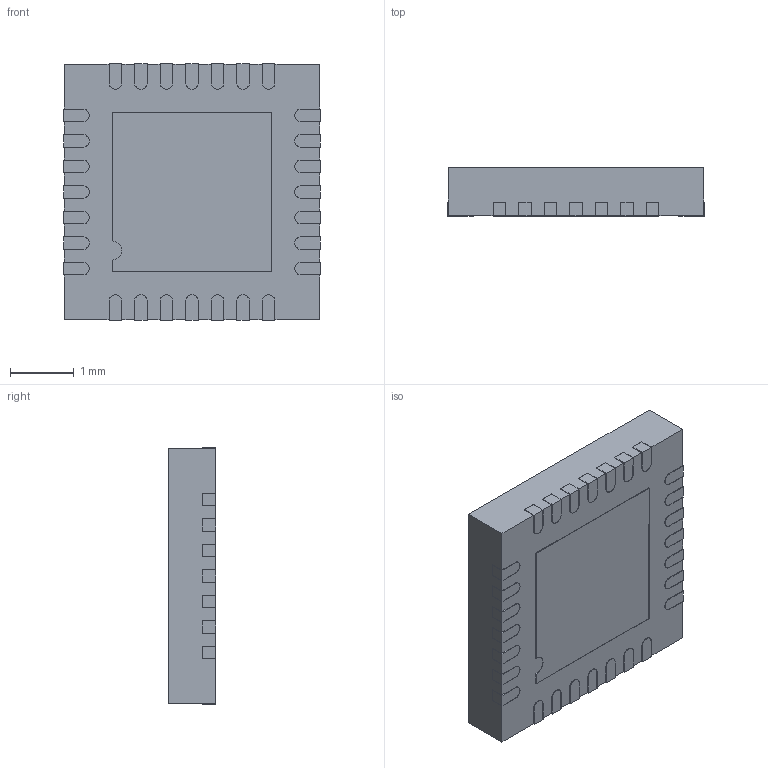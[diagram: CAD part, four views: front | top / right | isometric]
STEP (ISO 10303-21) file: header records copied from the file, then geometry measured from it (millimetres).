
FILE_DESCRIPTION (( 'STEP AP214' ), '1' );
FILE_NAME ('(13156 R01)ASIC MagIC QFN 4X4.STEP', '2017-09-26T19:55:03', ( 'pnicorp' ), ( '' ), 'SwSTEP 2.0', 'SolidWorks 2017', '' );
FILE_SCHEMA (( 'AUTOMOTIVE_DESIGN' ));
Length unit declared in the file: millimetre
Products named in the file (1): (13156 R01)ASIC MagIC QFN 4X4
Bounding box: 4.02 x 0.75 x 4.02 mm (x, y, z)
Volume: 11.9 mm3; surface area: 44.5 mm2
Topology: 1 solids, 1 shells, 465 faces, 1314 edges, 876 vertices
Faces by surface type: plane 251, bspline 176, cylinder 38
Entity records: 28069 total; most frequent: CARTESIAN_POINT 12136, ORIENTED_EDGE 2628, DIRECTION 1618, EDGE_CURVE 1314, LINE 886, VECTOR 886, VERTEX_POINT 876, EDGE_LOOP 490
